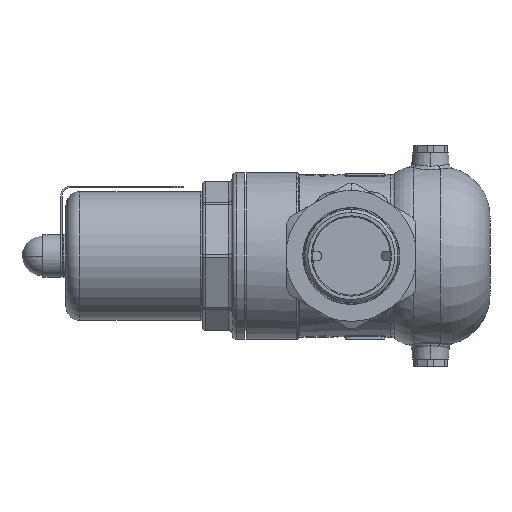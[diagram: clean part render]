
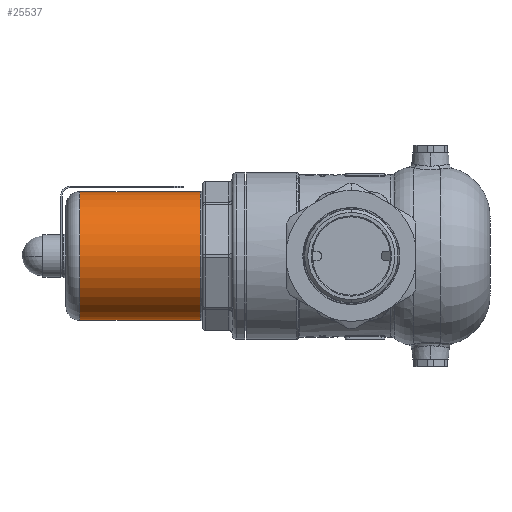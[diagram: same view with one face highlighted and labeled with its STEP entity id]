
A CAD part, left-side view. The second image highlights one B-rep face of the part: STEP entity #25537.
In plain terms, the highlighted cylindrical face has radius 32.5 mm (diameter 65 mm), a partial arc.
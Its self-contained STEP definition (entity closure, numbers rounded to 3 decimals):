
#7228 = AXIS2_PLACEMENT_3D ( 'NONE', #14628, #14638, #14639 ) ;
#11658 = EDGE_CURVE ( 'NONE', #51257, #51265, #53322, .T. ) ;
#14614 = FACE_OUTER_BOUND ( 'NONE', #23205, .T. ) ;
#14627 = CYLINDRICAL_SURFACE ( 'NONE', #7228, 32.5 ) ;
#14628 = CARTESIAN_POINT ( 'NONE',  ( 0., 155.957, 0. ) ) ;
#14638 = DIRECTION ( 'NONE',  ( 0., 1., 0. ) ) ;
#14639 = DIRECTION ( 'NONE',  ( 0., 0., 1. ) ) ;
#16345 = ORIENTED_EDGE ( 'NONE', *, *, #22152, .F. ) ;
#16347 = ORIENTED_EDGE ( 'NONE', *, *, #22099, .T. ) ;
#16348 = ORIENTED_EDGE ( 'NONE', *, *, #22153, .T. ) ;
#16349 = ORIENTED_EDGE ( 'NONE', *, *, #11658, .F. ) ;
#22099 = EDGE_CURVE ( 'NONE', #51221, #51224, #56534, .T. ) ;
#22152 = EDGE_CURVE ( 'NONE', #51221, #51257, #43903, .T. ) ;
#22153 = EDGE_CURVE ( 'NONE', #51224, #51265, #43908, .T. ) ;
#23205 = EDGE_LOOP ( 'NONE', ( #16345, #16347, #16348, #16349 ) ) ;
#25537 = ADVANCED_FACE ( 'NONE', ( #14614 ), #14627, .T. ) ;
#28420 = CARTESIAN_POINT ( 'NONE',  ( 0., 76.2, -32.5 ) ) ;
#28423 = CARTESIAN_POINT ( 'NONE',  ( 0., 76.2, 32.5 ) ) ;
#28456 = CARTESIAN_POINT ( 'NONE',  ( 0., 137., -32.5 ) ) ;
#28464 = CARTESIAN_POINT ( 'NONE',  ( 0., 137., 32.5 ) ) ;
#43898 = CARTESIAN_POINT ( 'NONE',  ( 0., 155.957, -32.5 ) ) ;
#43903 = LINE ( 'NONE', #43898, #56662 ) ;
#43907 = DIRECTION ( 'NONE',  ( 0., 1., 0. ) ) ;
#43908 = LINE ( 'NONE', #43909, #57039 ) ;
#43909 = CARTESIAN_POINT ( 'NONE',  ( 0., 155.957, 32.5 ) ) ;
#43910 = DIRECTION ( 'NONE',  ( 0., 1., 0. ) ) ;
#46578 = CARTESIAN_POINT ( 'NONE',  ( 0., 137., 0. ) ) ;
#46579 = DIRECTION ( 'NONE',  ( 0., 1., 0. ) ) ;
#46580 = DIRECTION ( 'NONE',  ( 0., 0., 1. ) ) ;
#50529 = CARTESIAN_POINT ( 'NONE',  ( 0., 76.2, 0. ) ) ;
#50530 = DIRECTION ( 'NONE',  ( 0., 1., 0. ) ) ;
#50531 = DIRECTION ( 'NONE',  ( 0., 0., 1. ) ) ;
#51221 = VERTEX_POINT ( 'NONE', #28420 ) ;
#51224 = VERTEX_POINT ( 'NONE', #28423 ) ;
#51257 = VERTEX_POINT ( 'NONE', #28456 ) ;
#51265 = VERTEX_POINT ( 'NONE', #28464 ) ;
#53159 = AXIS2_PLACEMENT_3D ( 'NONE', #46578, #46579, #46580 ) ;
#53322 = CIRCLE ( 'NONE', #53159, 32.5 ) ;
#56515 = AXIS2_PLACEMENT_3D ( 'NONE', #50529, #50530, #50531 ) ;
#56534 = CIRCLE ( 'NONE', #56515, 32.5 ) ;
#56662 = VECTOR ( 'NONE', #43907, 1000. ) ;
#57039 = VECTOR ( 'NONE', #43910, 1000. ) ;
